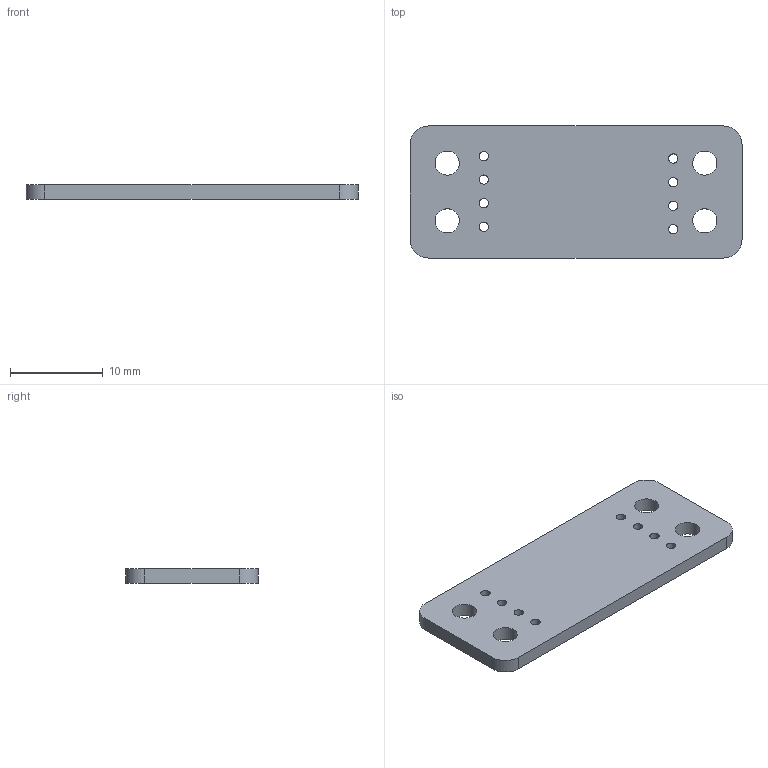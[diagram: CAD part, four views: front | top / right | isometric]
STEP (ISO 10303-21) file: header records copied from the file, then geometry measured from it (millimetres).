
FILE_DESCRIPTION(('KiCad electronic assembly'),'2;1');
FILE_NAME('magnetometer_extern.step','2025-10-18T14:34:52',('Pcbnew'),( 'Kicad'),'Open CASCADE STEP processor 7.6','KiCad to STEP converter' ,'Unknown');
FILE_SCHEMA(('AUTOMOTIVE_DESIGN { 1 0 10303 214 1 1 1 1 }'));
Length unit declared in the file: millimetre
Products named in the file (2): magnetometer_extern 1; magnetometer_extern_PCB
Assembly tree (1 placements, depth 2):
  magnetometer_extern 1
    magnetometer_extern_PCB
Bounding box: 35.75 x 14.22 x 1.51 mm (x, y, z)
Volume: 720.9 mm3; surface area: 1187.8 mm2
Topology: 1 solids, 1 shells, 22 faces, 60 edges, 40 vertices
Faces by surface type: cylinder 16, plane 6
Full cylindrical faces by diameter (mm): 1 x8, 2.6 x4
Entity records: 801 total; most frequent: DIRECTION 140, CARTESIAN_POINT 124, ORIENTED_EDGE 120, EDGE_CURVE 60, AXIS2_PLACEMENT_3D 56, FACE_BOUND 46, EDGE_LOOP 46, VERTEX_POINT 40
